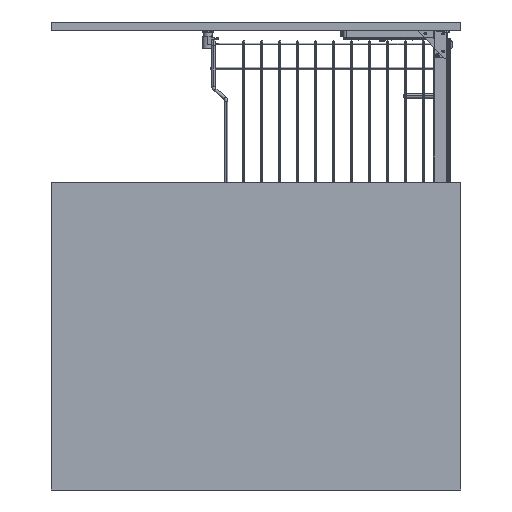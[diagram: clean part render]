
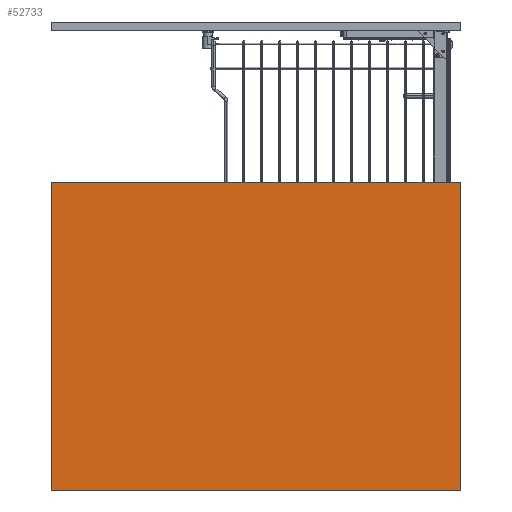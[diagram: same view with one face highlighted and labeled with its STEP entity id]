
A CAD part, left-side view. The second image highlights one B-rep face of the part: STEP entity #52733.
In plain terms, the highlighted planar face has unit normal (-1, 0, 0).
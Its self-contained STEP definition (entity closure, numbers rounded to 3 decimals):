
#2539 = AXIS2_PLACEMENT_3D ( 'NONE', #51106, #45570, #9243 ) ;
#4303 = CARTESIAN_POINT ( 'NONE',  ( -225., -400., 600. ) ) ;
#4650 = LINE ( 'NONE', #51483, #50957 ) ;
#5777 = VERTEX_POINT ( 'NONE', #4303 ) ;
#6518 = LINE ( 'NONE', #54994, #51176 ) ;
#9243 = DIRECTION ( 'NONE',  ( 0., 0., -1. ) ) ;
#13498 = VECTOR ( 'NONE', #48658, 1000. ) ;
#13848 = CARTESIAN_POINT ( 'NONE',  ( -225., -400., 600. ) ) ;
#14138 = EDGE_CURVE ( 'NONE', #45314, #5777, #59443, .T. ) ;
#14310 = PLANE ( 'NONE',  #2539 ) ;
#22713 = CARTESIAN_POINT ( 'NONE',  ( -225., 400., 600. ) ) ;
#27460 = FACE_OUTER_BOUND ( 'NONE', #57886, .T. ) ;
#28387 = EDGE_CURVE ( 'NONE', #5777, #50739, #4650, .T. ) ;
#31273 = CARTESIAN_POINT ( 'NONE',  ( -225., -400., 0. ) ) ;
#39603 = CARTESIAN_POINT ( 'NONE',  ( -225., 400., 0. ) ) ;
#42462 = VERTEX_POINT ( 'NONE', #39603 ) ;
#44847 = DIRECTION ( 'NONE',  ( 0., -1., 0. ) ) ;
#45314 = VERTEX_POINT ( 'NONE', #46700 ) ;
#45570 = DIRECTION ( 'NONE',  ( 1., 0., 0. ) ) ;
#45927 = DIRECTION ( 'NONE',  ( 0., 0., -1. ) ) ;
#46700 = CARTESIAN_POINT ( 'NONE',  ( -225., 400., 600. ) ) ;
#46939 = EDGE_CURVE ( 'NONE', #42462, #50739, #6518, .T. ) ;
#47798 = ORIENTED_EDGE ( 'NONE', *, *, #59542, .T. ) ;
#48469 = ORIENTED_EDGE ( 'NONE', *, *, #46939, .T. ) ;
#48658 = DIRECTION ( 'NONE',  ( 0., 0., -1. ) ) ;
#48739 = DIRECTION ( 'NONE',  ( 0., -1., 0. ) ) ;
#50739 = VERTEX_POINT ( 'NONE', #31273 ) ;
#50957 = VECTOR ( 'NONE', #45927, 1000. ) ;
#51106 = CARTESIAN_POINT ( 'NONE',  ( -225., -400., 600. ) ) ;
#51176 = VECTOR ( 'NONE', #48739, 1000. ) ;
#51483 = CARTESIAN_POINT ( 'NONE',  ( -225., -400., 600. ) ) ;
#52733 = ADVANCED_FACE ( 'NONE', ( #27460 ), #14310, .F. ) ;
#54994 = CARTESIAN_POINT ( 'NONE',  ( -225., -400., 0. ) ) ;
#57886 = EDGE_LOOP ( 'NONE', ( #48469, #64715, #68078, #47798 ) ) ;
#58942 = LINE ( 'NONE', #22713, #13498 ) ;
#59443 = LINE ( 'NONE', #13848, #65273 ) ;
#59542 = EDGE_CURVE ( 'NONE', #45314, #42462, #58942, .T. ) ;
#64715 = ORIENTED_EDGE ( 'NONE', *, *, #28387, .F. ) ;
#65273 = VECTOR ( 'NONE', #44847, 1000. ) ;
#68078 = ORIENTED_EDGE ( 'NONE', *, *, #14138, .F. ) ;
